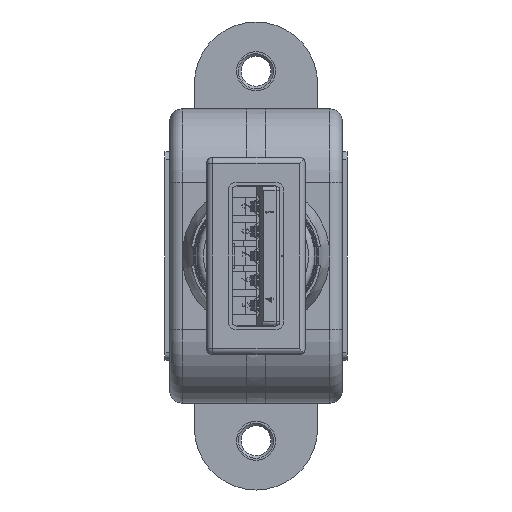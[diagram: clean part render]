
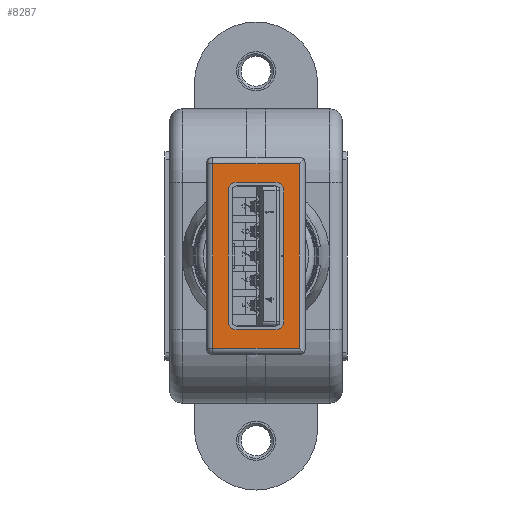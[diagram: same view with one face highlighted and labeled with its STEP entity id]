
A CAD part, left-side view. The second image highlights one B-rep face of the part: STEP entity #8287.
In plain terms, the highlighted face is planar.
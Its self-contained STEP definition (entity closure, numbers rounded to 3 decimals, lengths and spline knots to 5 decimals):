
#8260 = VERTEX_POINT ( 'NONE', #38177 ) ;
#8262 = ORIENTED_EDGE ( 'NONE', *, *, #8281, .F. ) ;
#8263 = EDGE_CURVE ( 'NONE', #8291, #8283, #38196, .T. ) ;
#8264 = ORIENTED_EDGE ( 'NONE', *, *, #8274, .F. ) ;
#8265 = ORIENTED_EDGE ( 'NONE', *, *, #8263, .F. ) ;
#8266 = EDGE_CURVE ( 'NONE', #8296, #8291, #38168, .T. ) ;
#8267 = ORIENTED_EDGE ( 'NONE', *, *, #8352, .T. ) ;
#8268 = EDGE_LOOP ( 'NONE', ( #8348, #8350, #8267, #8353 ) ) ;
#8269 = EDGE_CURVE ( 'NONE', #8295, #8296, #38166, .T. ) ;
#8270 = VERTEX_POINT ( 'NONE', #38243 ) ;
#8273 = ORIENTED_EDGE ( 'NONE', *, *, #8269, .F. ) ;
#8274 = EDGE_CURVE ( 'NONE', #8282, #8295, #38239, .T. ) ;
#8275 = EDGE_CURVE ( 'NONE', #8276, #8260, #38238, .T. ) ;
#8276 = VERTEX_POINT ( 'NONE', #38231 ) ;
#8278 = EDGE_CURVE ( 'NONE', #8280, #8282, #38194, .T. ) ;
#8280 = VERTEX_POINT ( 'NONE', #38224 ) ;
#8281 = EDGE_CURVE ( 'NONE', #8283, #8297, #38207, .T. ) ;
#8282 = VERTEX_POINT ( 'NONE', #38210 ) ;
#8283 = VERTEX_POINT ( 'NONE', #38200 ) ;
#8284 = EDGE_LOOP ( 'NONE', ( #8289, #8288, #8292, #8262, #8265, #8294, #8273, #8264 ) ) ;
#8286 = VERTEX_POINT ( 'NONE', #38229 ) ;
#8287 = ADVANCED_FACE ( 'NONE', ( #38284, #38219 ), #38223, .F. ) ;
#8288 = ORIENTED_EDGE ( 'NONE', *, *, #8290, .F. ) ;
#8289 = ORIENTED_EDGE ( 'NONE', *, *, #8278, .F. ) ;
#8290 = EDGE_CURVE ( 'NONE', #8286, #8280, #38283, .T. ) ;
#8291 = VERTEX_POINT ( 'NONE', #38202 ) ;
#8292 = ORIENTED_EDGE ( 'NONE', *, *, #8293, .F. ) ;
#8293 = EDGE_CURVE ( 'NONE', #8297, #8286, #38269, .T. ) ;
#8294 = ORIENTED_EDGE ( 'NONE', *, *, #8266, .F. ) ;
#8295 = VERTEX_POINT ( 'NONE', #38262 ) ;
#8296 = VERTEX_POINT ( 'NONE', #38218 ) ;
#8297 = VERTEX_POINT ( 'NONE', #38259 ) ;
#8348 = ORIENTED_EDGE ( 'NONE', *, *, #8275, .T. ) ;
#8349 = EDGE_CURVE ( 'NONE', #8260, #8270, #38330, .T. ) ;
#8350 = ORIENTED_EDGE ( 'NONE', *, *, #8349, .T. ) ;
#8351 = VERTEX_POINT ( 'NONE', #38397 ) ;
#8352 = EDGE_CURVE ( 'NONE', #8270, #8351, #38384, .T. ) ;
#8353 = ORIENTED_EDGE ( 'NONE', *, *, #8354, .T. ) ;
#8354 = EDGE_CURVE ( 'NONE', #8351, #8276, #38456, .T. ) ;
#38161 = DIRECTION ( 'NONE',  ( -1., 0., 0. ) ) ;
#38162 = DIRECTION ( 'NONE',  ( 0., 0., 1. ) ) ;
#38163 = CARTESIAN_POINT ( 'NONE',  ( -0.21102, -0.06339, -0.47244 ) ) ;
#38164 = VECTOR ( 'NONE', #38240, 39.37008 ) ;
#38165 = CARTESIAN_POINT ( 'NONE',  ( -0.23622, -0.06339, -0.47244 ) ) ;
#38166 = LINE ( 'NONE', #38165, #38164 ) ;
#38168 = CIRCLE ( 'NONE', #38171, 0.0252 ) ;
#38169 = DIRECTION ( 'NONE',  ( 1., 0., 0. ) ) ;
#38170 = VECTOR ( 'NONE', #38169, 39.37008 ) ;
#38171 = AXIS2_PLACEMENT_3D ( 'NONE', #38163, #38162, #38161 ) ;
#38176 = CARTESIAN_POINT ( 'NONE',  ( -0.29528, -0.15748, -0.47244 ) ) ;
#38177 = CARTESIAN_POINT ( 'NONE',  ( -0.29528, -0.1378, -0.47244 ) ) ;
#38193 = CARTESIAN_POINT ( 'NONE',  ( -0.21102, 0.08858, -0.47244 ) ) ;
#38194 = LINE ( 'NONE', #38193, #38221 ) ;
#38195 = CARTESIAN_POINT ( 'NONE',  ( -0.21102, -0.08858, -0.47244 ) ) ;
#38196 = LINE ( 'NONE', #38195, #38170 ) ;
#38200 = CARTESIAN_POINT ( 'NONE',  ( 0.21102, -0.08858, -0.47244 ) ) ;
#38202 = CARTESIAN_POINT ( 'NONE',  ( -0.21102, -0.08858, -0.47244 ) ) ;
#38203 = CARTESIAN_POINT ( 'NONE',  ( 0.31496, 0.15748, -0.47244 ) ) ;
#38204 = DIRECTION ( 'NONE',  ( 1., 0., 0. ) ) ;
#38205 = DIRECTION ( 'NONE',  ( 0., 0., 1. ) ) ;
#38206 = AXIS2_PLACEMENT_3D ( 'NONE', #38228, #38205, #38204 ) ;
#38207 = CIRCLE ( 'NONE', #38206, 0.0252 ) ;
#38208 = DIRECTION ( 'NONE',  ( 0., 0., -1. ) ) ;
#38210 = CARTESIAN_POINT ( 'NONE',  ( -0.21102, 0.08858, -0.47244 ) ) ;
#38211 = AXIS2_PLACEMENT_3D ( 'NONE', #38203, #38208, #38278 ) ;
#38218 = CARTESIAN_POINT ( 'NONE',  ( -0.23622, -0.06339, -0.47244 ) ) ;
#38219 = FACE_OUTER_BOUND ( 'NONE', #8268, .T. ) ;
#38220 = DIRECTION ( 'NONE',  ( -1., 0., 0. ) ) ;
#38221 = VECTOR ( 'NONE', #38220, 39.37008 ) ;
#38223 = PLANE ( 'NONE',  #38211 ) ;
#38224 = CARTESIAN_POINT ( 'NONE',  ( 0.21102, 0.08858, -0.47244 ) ) ;
#38225 = DIRECTION ( 'NONE',  ( 0., -1., 0. ) ) ;
#38227 = VECTOR ( 'NONE', #38225, 39.37008 ) ;
#38228 = CARTESIAN_POINT ( 'NONE',  ( 0.21102, -0.06339, -0.47244 ) ) ;
#38229 = CARTESIAN_POINT ( 'NONE',  ( 0.23622, 0.06339, -0.47244 ) ) ;
#38231 = CARTESIAN_POINT ( 'NONE',  ( -0.29528, 0.1378, -0.47244 ) ) ;
#38232 = DIRECTION ( 'NONE',  ( -1., 0., 0. ) ) ;
#38233 = DIRECTION ( 'NONE',  ( 0., 0., 1. ) ) ;
#38235 = CARTESIAN_POINT ( 'NONE',  ( -0.21102, 0.06339, -0.47244 ) ) ;
#38237 = AXIS2_PLACEMENT_3D ( 'NONE', #38235, #38233, #38232 ) ;
#38238 = LINE ( 'NONE', #38176, #38227 ) ;
#38239 = CIRCLE ( 'NONE', #38237, 0.0252 ) ;
#38240 = DIRECTION ( 'NONE',  ( 0., -1., 0. ) ) ;
#38243 = CARTESIAN_POINT ( 'NONE',  ( 0.29528, -0.1378, -0.47244 ) ) ;
#38259 = CARTESIAN_POINT ( 'NONE',  ( 0.23622, -0.06339, -0.47244 ) ) ;
#38262 = CARTESIAN_POINT ( 'NONE',  ( -0.23622, 0.06339, -0.47244 ) ) ;
#38264 = DIRECTION ( 'NONE',  ( 0., 1., 0. ) ) ;
#38265 = VECTOR ( 'NONE', #38264, 39.37008 ) ;
#38267 = CARTESIAN_POINT ( 'NONE',  ( 0.23622, -0.06339, -0.47244 ) ) ;
#38269 = LINE ( 'NONE', #38267, #38265 ) ;
#38273 = DIRECTION ( 'NONE',  ( -1., 0., 0. ) ) ;
#38274 = DIRECTION ( 'NONE',  ( 0., 0., 1. ) ) ;
#38275 = CARTESIAN_POINT ( 'NONE',  ( 0.21102, 0.06339, -0.47244 ) ) ;
#38276 = AXIS2_PLACEMENT_3D ( 'NONE', #38275, #38274, #38273 ) ;
#38278 = DIRECTION ( 'NONE',  ( -1., 0., 0. ) ) ;
#38283 = CIRCLE ( 'NONE', #38276, 0.0252 ) ;
#38284 = FACE_BOUND ( 'NONE', #8284, .T. ) ;
#38330 = LINE ( 'NONE', #38389, #38388 ) ;
#38378 = DIRECTION ( 'NONE',  ( 0., 1., 0. ) ) ;
#38381 = VECTOR ( 'NONE', #38378, 39.37008 ) ;
#38382 = CARTESIAN_POINT ( 'NONE',  ( 0.29528, 0.15748, -0.47244 ) ) ;
#38384 = LINE ( 'NONE', #38382, #38381 ) ;
#38387 = DIRECTION ( 'NONE',  ( 1., 0., 0. ) ) ;
#38388 = VECTOR ( 'NONE', #38387, 39.37008 ) ;
#38389 = CARTESIAN_POINT ( 'NONE',  ( 0.31496, -0.1378, -0.47244 ) ) ;
#38397 = CARTESIAN_POINT ( 'NONE',  ( 0.29528, 0.1378, -0.47244 ) ) ;
#38453 = DIRECTION ( 'NONE',  ( -1., 0., 0. ) ) ;
#38454 = VECTOR ( 'NONE', #38453, 39.37008 ) ;
#38455 = CARTESIAN_POINT ( 'NONE',  ( -0.31496, 0.1378, -0.47244 ) ) ;
#38456 = LINE ( 'NONE', #38455, #38454 ) ;
